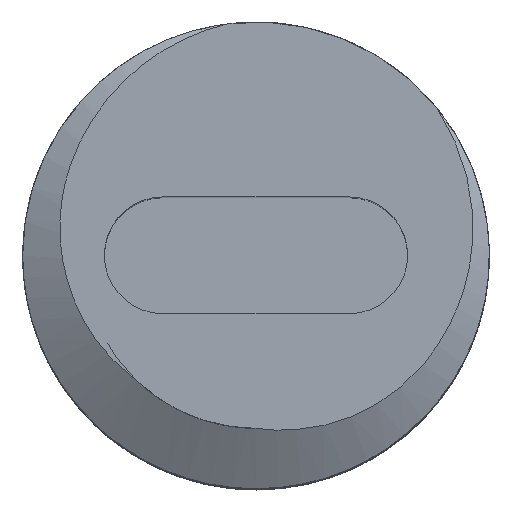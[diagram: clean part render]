
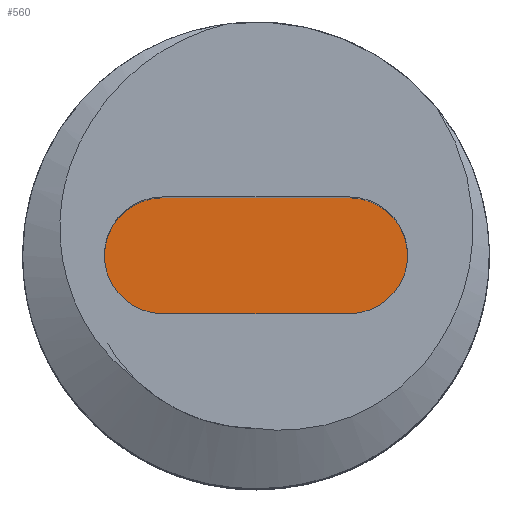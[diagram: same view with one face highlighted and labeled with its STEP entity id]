
A CAD part, top view. The second image highlights one B-rep face of the part: STEP entity #560.
In plain terms, the highlighted planar face has unit normal (0, 0, 1).
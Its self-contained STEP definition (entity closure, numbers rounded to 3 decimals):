
#21=PLANE('',#620);
#49=FACE_OUTER_BOUND('',#80,.T.);
#80=EDGE_LOOP('',(#442,#443,#444,#445));
#93=CIRCLE('',#615,0.25);
#95=CIRCLE('',#619,0.25);
#165=LINE('',#3453,#193);
#170=LINE('',#3466,#198);
#193=VECTOR('',#703,10.);
#198=VECTOR('',#716,10.);
#248=VERTEX_POINT('',#3450);
#249=VERTEX_POINT('',#3452);
#251=VERTEX_POINT('',#3458);
#253=VERTEX_POINT('',#3464);
#324=EDGE_CURVE('',#248,#249,#165,.T.);
#328=EDGE_CURVE('',#251,#248,#93,.T.);
#331=EDGE_CURVE('',#253,#251,#170,.T.);
#333=EDGE_CURVE('',#249,#253,#95,.T.);
#442=ORIENTED_EDGE('',*,*,#333,.F.);
#443=ORIENTED_EDGE('',*,*,#324,.F.);
#444=ORIENTED_EDGE('',*,*,#328,.F.);
#445=ORIENTED_EDGE('',*,*,#331,.F.);
#560=ADVANCED_FACE('',(#49),#21,.T.);
#615=AXIS2_PLACEMENT_3D('',#3460,#710,#711);
#619=AXIS2_PLACEMENT_3D('',#3469,#721,#722);
#620=AXIS2_PLACEMENT_3D('',#3470,#723,#724);
#703=DIRECTION('',(1.,0.,0.));
#710=DIRECTION('center_axis',(0.,0.,-1.));
#711=DIRECTION('ref_axis',(0.,1.,0.));
#716=DIRECTION('',(-1.,0.,0.));
#721=DIRECTION('center_axis',(0.,0.,-1.));
#722=DIRECTION('ref_axis',(0.,-1.,0.));
#723=DIRECTION('center_axis',(0.,0.,1.));
#724=DIRECTION('ref_axis',(1.,0.,0.));
#3450=CARTESIAN_POINT('',(-0.4,0.25,-2.));
#3452=CARTESIAN_POINT('',(0.4,0.25,-2.));
#3453=CARTESIAN_POINT('',(0.4,0.25,-2.));
#3458=CARTESIAN_POINT('',(-0.4,-0.25,-2.));
#3460=CARTESIAN_POINT('Origin',(-0.4,0.,-2.));
#3464=CARTESIAN_POINT('',(0.4,-0.25,-2.));
#3466=CARTESIAN_POINT('',(-0.4,-0.25,-2.));
#3469=CARTESIAN_POINT('Origin',(0.4,0.,-2.));
#3470=CARTESIAN_POINT('Origin',(0.,0.,-2.));
